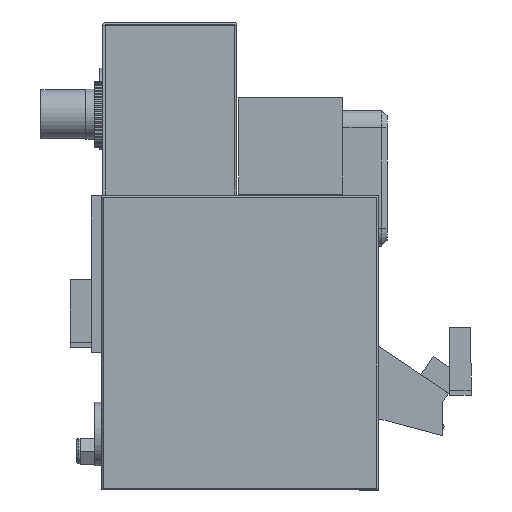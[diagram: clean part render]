
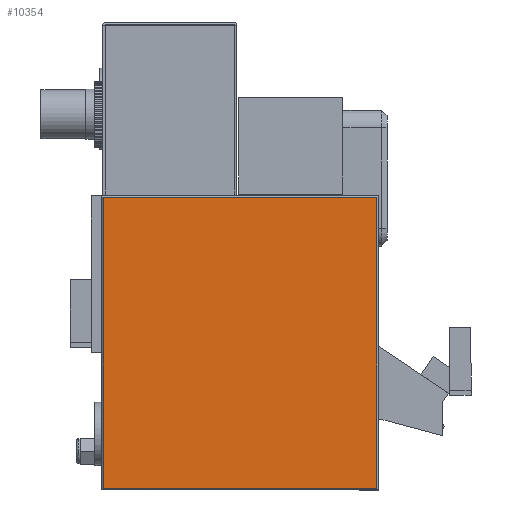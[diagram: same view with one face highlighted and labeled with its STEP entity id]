
A CAD part, left-side view. The second image highlights one B-rep face of the part: STEP entity #10354.
In plain terms, the highlighted planar face has unit normal (-1, 0, 0).
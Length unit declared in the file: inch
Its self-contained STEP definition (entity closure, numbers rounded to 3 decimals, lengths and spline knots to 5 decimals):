
#596=FACE_OUTER_BOUND('',#1161,.T.);
#1161=EDGE_LOOP('',(#7665,#7666,#7667,#7668));
#2177=LINE('',#16044,#3398);
#2178=LINE('',#16046,#3399);
#2179=LINE('',#16048,#3400);
#2180=LINE('',#16049,#3401);
#3398=VECTOR('',#12645,6.1811);
#3399=VECTOR('',#12646,6.5748);
#3400=VECTOR('',#12647,6.1811);
#3401=VECTOR('',#12648,6.5748);
#4492=VERTEX_POINT('',#16042);
#4493=VERTEX_POINT('',#16043);
#4494=VERTEX_POINT('',#16045);
#4495=VERTEX_POINT('',#16047);
#5649=EDGE_CURVE('',#4492,#4493,#2177,.T.);
#5650=EDGE_CURVE('',#4494,#4492,#2178,.T.);
#5651=EDGE_CURVE('',#4495,#4494,#2179,.T.);
#5652=EDGE_CURVE('',#4493,#4495,#2180,.T.);
#7665=ORIENTED_EDGE('',*,*,#5649,.F.);
#7666=ORIENTED_EDGE('',*,*,#5650,.F.);
#7667=ORIENTED_EDGE('',*,*,#5651,.F.);
#7668=ORIENTED_EDGE('',*,*,#5652,.F.);
#9283=PLANE('',#10984);
#10354=ADVANCED_FACE('',(#596),#9283,.F.);
#10984=AXIS2_PLACEMENT_3D('',#16041,#12643,#12644);
#12643=DIRECTION('center_axis',(1.,0.,0.));
#12644=DIRECTION('ref_axis',(0.,0.,
1.));
#12645=DIRECTION('',(0.,-1.,0.));
#12646=DIRECTION('',(0.,0.,1.));
#12647=DIRECTION('',(0.,1.,0.));
#12648=DIRECTION('',(0.,0.,-1.));
#16041=CARTESIAN_POINT('Origin',(-7.4641,-5.50468,11.44244));
#16042=CARTESIAN_POINT('',(-7.4641,-2.41413,14.72984));
#16043=CARTESIAN_POINT('',(-7.4641,-8.59523,14.72984));
#16044=CARTESIAN_POINT('',(-7.4641,-7.06964,14.72984));
#16045=CARTESIAN_POINT('',(-7.4641,-2.41413,8.15504));
#16046=CARTESIAN_POINT('',(-7.4641,-2.41413,13.10583));
#16047=CARTESIAN_POINT('',(-7.4641,-8.59523,8.15504));
#16048=CARTESIAN_POINT('',(-7.4641,-3.93972,8.15504));
#16049=CARTESIAN_POINT('',(-7.4641,-8.59523,9.77906));
